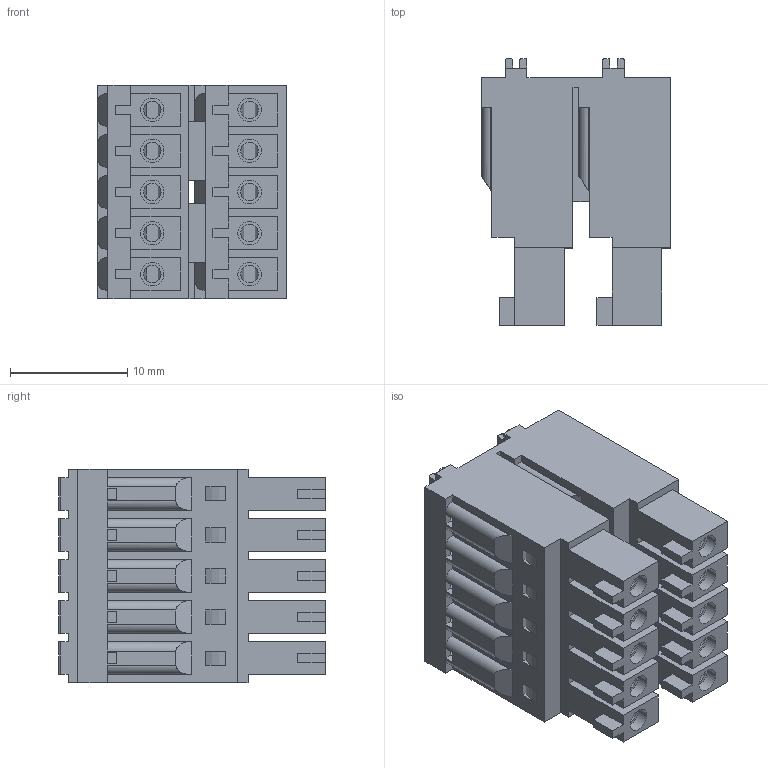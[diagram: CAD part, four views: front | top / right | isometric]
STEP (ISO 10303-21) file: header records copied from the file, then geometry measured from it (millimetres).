
FILE_DESCRIPTION((''),'2;1');
FILE_NAME('_1000','2023-06-10T15:27:16',('20191118'),(''),'CREO PARAMETRIC BY PTC INC, 2021023','CREO PARAMETRIC BY PTC INC, 2021023','');
FILE_SCHEMA(('AUTOMOTIVE_DESIGN { 1 0 10303 214 1 1 1 1 }'));
Products named in the file (1): _1000
Bounding box: 16.12 x 22.73 x 18.2 mm (x, y, z)
Volume: 3877.8 mm3; surface area: 5107.3 mm2
Topology: 1 solids, 1 shells, 1900 faces, 5165 edges, 3414 vertices
Faces by surface type: plane 1690, cylinder 210
Entity records: 80629 total; most frequent: CARTESIAN_POINT 12378, ORIENTED_EDGE 10330, DIRECTION 9178, PRESENTATION_STYLE_ASSIGNMENT 5759, STYLED_ITEM 5167, CURVE_STYLE 5165, EDGE_CURVE 5165, VECTOR 4698
